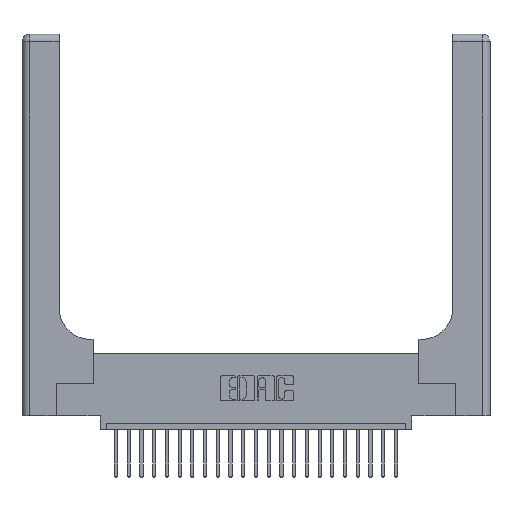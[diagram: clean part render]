
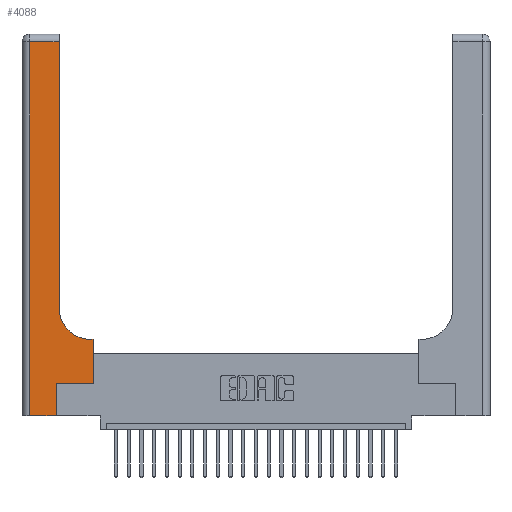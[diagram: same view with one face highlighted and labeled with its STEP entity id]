
A CAD part, top view. The second image highlights one B-rep face of the part: STEP entity #4088.
In plain terms, the highlighted planar face has unit normal (0, 0, 1).
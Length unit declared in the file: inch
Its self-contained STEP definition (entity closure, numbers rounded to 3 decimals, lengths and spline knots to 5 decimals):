
#171 = VECTOR ( 'NONE', #695, 39.37008 ) ;
#316 = CARTESIAN_POINT ( 'NONE',  ( 0.06, 0., 0.37 ) ) ;
#330 = CARTESIAN_POINT ( 'NONE',  ( 0.5585, 0.25, 0.37 ) ) ;
#453 = VERTEX_POINT ( 'NONE', #330 ) ;
#542 = VERTEX_POINT ( 'NONE', #18635 ) ;
#695 = DIRECTION ( 'NONE',  ( 1., 0., 0. ) ) ;
#1513 = CARTESIAN_POINT ( 'NONE',  ( 0.269, 0.25, 0.37 ) ) ;
#1520 = EDGE_CURVE ( 'NONE', #542, #15384, #24398, .T. ) ;
#1643 = LINE ( 'NONE', #1513, #4724 ) ;
#1837 = ORIENTED_EDGE ( 'NONE', *, *, #16127, .T. ) ;
#2181 = DIRECTION ( 'NONE',  ( -1., 0., 0. ) ) ;
#2377 = VECTOR ( 'NONE', #23397, 39.37008 ) ;
#3103 = CARTESIAN_POINT ( 'NONE',  ( 0.269, 0.25, 0.37 ) ) ;
#3345 = CARTESIAN_POINT ( 'NONE',  ( 0.2915, 2.94, 0.37 ) ) ;
#3750 = CARTESIAN_POINT ( 'NONE',  ( 0.5585, 0.25, 0.37 ) ) ;
#3818 = CARTESIAN_POINT ( 'NONE',  ( 0.2915, 3., 0.37 ) ) ;
#4088 = ADVANCED_FACE ( 'NONE', ( #23382 ), #7321, .F. ) ;
#4142 = CARTESIAN_POINT ( 'NONE',  ( 0.2915, 0.85, 0.37 ) ) ;
#4248 = CARTESIAN_POINT ( 'NONE',  ( 0.2915, 0.6, 0.37 ) ) ;
#4423 = ORIENTED_EDGE ( 'NONE', *, *, #17637, .T. ) ;
#4724 = VECTOR ( 'NONE', #9213, 39.37008 ) ;
#4758 = VECTOR ( 'NONE', #18091, 39.37008 ) ;
#5089 = CARTESIAN_POINT ( 'NONE',  ( 0.5415, 0.6, 0.37 ) ) ;
#5355 = DIRECTION ( 'NONE',  ( 0., -1., 0. ) ) ;
#5935 = VERTEX_POINT ( 'NONE', #4142 ) ;
#6123 = VERTEX_POINT ( 'NONE', #5089 ) ;
#6557 = CARTESIAN_POINT ( 'NONE',  ( 0., 0., 0.37 ) ) ;
#7029 = EDGE_CURVE ( 'NONE', #15704, #542, #11137, .T. ) ;
#7239 = CIRCLE ( 'NONE', #15700, 0.25 ) ;
#7321 = PLANE ( 'NONE',  #18817 ) ;
#7810 = ORIENTED_EDGE ( 'NONE', *, *, #12054, .T. ) ;
#7865 = ORIENTED_EDGE ( 'NONE', *, *, #1520, .T. ) ;
#8007 = CARTESIAN_POINT ( 'NONE',  ( 0., 3., 0.37 ) ) ;
#8306 = ORIENTED_EDGE ( 'NONE', *, *, #7029, .T. ) ;
#9053 = ORIENTED_EDGE ( 'NONE', *, *, #21078, .T. ) ;
#9065 = VECTOR ( 'NONE', #21343, 39.37008 ) ;
#9213 = DIRECTION ( 'NONE',  ( 1., 0., 0. ) ) ;
#9571 = CARTESIAN_POINT ( 'NONE',  ( 0.269, 0., 0.37 ) ) ;
#11137 = LINE ( 'NONE', #6557, #171 ) ;
#11905 = CARTESIAN_POINT ( 'NONE',  ( 0.5585, 0.6, 0.37 ) ) ;
#12054 = EDGE_CURVE ( 'NONE', #16834, #6123, #12392, .T. ) ;
#12392 = LINE ( 'NONE', #4248, #4758 ) ;
#12908 = DIRECTION ( 'NONE',  ( 1., 0., 0. ) ) ;
#13791 = VECTOR ( 'NONE', #21104, 39.37008 ) ;
#14043 = VERTEX_POINT ( 'NONE', #23457 ) ;
#15000 = LINE ( 'NONE', #24929, #20781 ) ;
#15128 = EDGE_CURVE ( 'NONE', #5935, #15355, #15442, .T. ) ;
#15355 = VERTEX_POINT ( 'NONE', #3345 ) ;
#15384 = VERTEX_POINT ( 'NONE', #3103 ) ;
#15442 = LINE ( 'NONE', #3818, #2377 ) ;
#15700 = AXIS2_PLACEMENT_3D ( 'NONE', #24482, #16798, #12908 ) ;
#15704 = VERTEX_POINT ( 'NONE', #316 ) ;
#15912 = LINE ( 'NONE', #18900, #13791 ) ;
#16010 = LINE ( 'NONE', #3750, #9065 ) ;
#16127 = EDGE_CURVE ( 'NONE', #453, #16834, #16010, .T. ) ;
#16607 = EDGE_CURVE ( 'NONE', #15384, #453, #1643, .T. ) ;
#16798 = DIRECTION ( 'NONE',  ( 0., 0., -1. ) ) ;
#16834 = VERTEX_POINT ( 'NONE', #11905 ) ;
#17149 = ORIENTED_EDGE ( 'NONE', *, *, #15128, .T. ) ;
#17637 = EDGE_CURVE ( 'NONE', #15355, #14043, #15912, .T. ) ;
#17937 = EDGE_LOOP ( 'NONE', ( #17149, #4423, #9053, #8306, #7865, #24510, #1837, #7810, #24016 ) ) ;
#18091 = DIRECTION ( 'NONE',  ( -1., 0., 0. ) ) ;
#18635 = CARTESIAN_POINT ( 'NONE',  ( 0.269, 0., 0.37 ) ) ;
#18817 = AXIS2_PLACEMENT_3D ( 'NONE', #8007, #21578, #2181 ) ;
#18900 = CARTESIAN_POINT ( 'NONE',  ( 0., 2.94, 0.37 ) ) ;
#20781 = VECTOR ( 'NONE', #5355, 39.37008 ) ;
#21078 = EDGE_CURVE ( 'NONE', #14043, #15704, #15000, .T. ) ;
#21104 = DIRECTION ( 'NONE',  ( -1., 0., 0. ) ) ;
#21343 = DIRECTION ( 'NONE',  ( 0., 1., 0. ) ) ;
#21578 = DIRECTION ( 'NONE',  ( 0., 0., -1. ) ) ;
#23162 = VECTOR ( 'NONE', #23176, 39.37008 ) ;
#23176 = DIRECTION ( 'NONE',  ( 0., 1., 0. ) ) ;
#23382 = FACE_OUTER_BOUND ( 'NONE', #17937, .T. ) ;
#23397 = DIRECTION ( 'NONE',  ( 0., 1., 0. ) ) ;
#23457 = CARTESIAN_POINT ( 'NONE',  ( 0.06, 2.94, 0.37 ) ) ;
#24016 = ORIENTED_EDGE ( 'NONE', *, *, #24385, .T. ) ;
#24385 = EDGE_CURVE ( 'NONE', #6123, #5935, #7239, .T. ) ;
#24398 = LINE ( 'NONE', #9571, #23162 ) ;
#24482 = CARTESIAN_POINT ( 'NONE',  ( 0.5415, 0.85, 0.37 ) ) ;
#24510 = ORIENTED_EDGE ( 'NONE', *, *, #16607, .T. ) ;
#24929 = CARTESIAN_POINT ( 'NONE',  ( 0.06, 3., 0.37 ) ) ;
